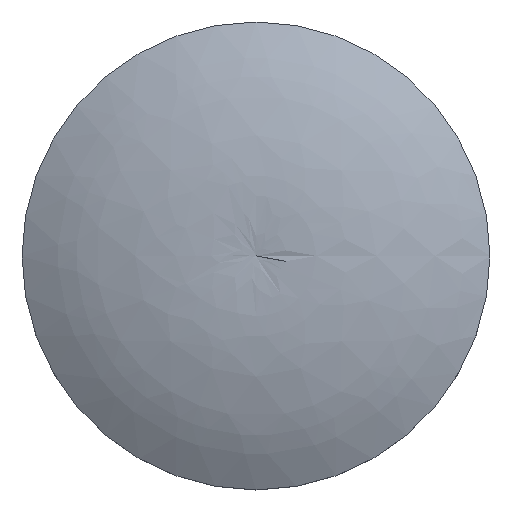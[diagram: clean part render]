
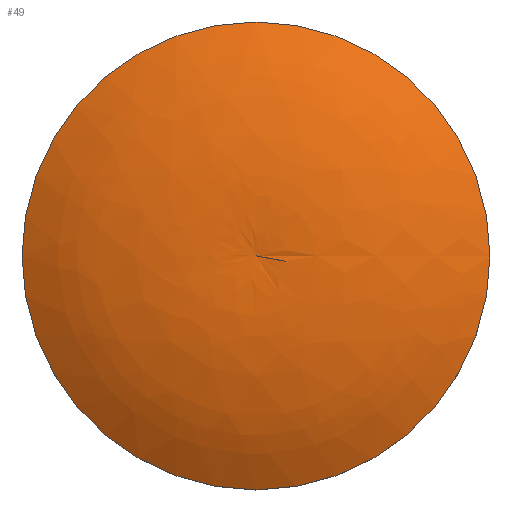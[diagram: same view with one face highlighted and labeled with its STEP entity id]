
A CAD part, top view. The second image highlights one B-rep face of the part: STEP entity #49.
In plain terms, the highlighted free-form (B-spline) face has degree [2, 2] with [3, 9] control points.
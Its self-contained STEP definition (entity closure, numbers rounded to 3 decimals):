
#19=FACE_OUTER_BOUND('',#22,.T.);
#22=EDGE_LOOP('',(#38,#39,#40,#41));
#25=CIRCLE('',#72,6.3);
#26=CIRCLE('',#73,6.3);
#27=CIRCLE('',#74,10.367);
#29=VERTEX_POINT('',#121);
#30=VERTEX_POINT('',#122);
#31=VERTEX_POINT('',#125);
#33=EDGE_CURVE('',#29,#30,#25,.T.);
#34=EDGE_CURVE('',#30,#29,#26,.T.);
#35=EDGE_CURVE('',#30,#31,#27,.T.);
#38=ORIENTED_EDGE('',*,*,#33,.F.);
#39=ORIENTED_EDGE('',*,*,#34,.F.);
#40=ORIENTED_EDGE('',*,*,#35,.T.);
#41=ORIENTED_EDGE('',*,*,#35,.F.);
#48=(
BOUNDED_SURFACE()
B_SPLINE_SURFACE(2,2,((#94,#95,#96,#97,#98,#99,#100,#101,#102),(#103,#104,
#105,#106,#107,#108,#109,#110,#111),(#112,#113,#114,#115,#116,#117,#118,
#119,#120)),.UNSPECIFIED.,.F.,.T.,.F.)
B_SPLINE_SURFACE_WITH_KNOTS((3,3),(3,2,2,2,3),(-1.683,-1.052),
(-3.142,-1.571,0.,1.571,3.142),
 .UNSPECIFIED.)
GEOMETRIC_REPRESENTATION_ITEM()
RATIONAL_B_SPLINE_SURFACE(((1.,0.707,1.,0.707,1.,
0.707,1.,0.707,1.),(0.951,0.672,
0.951,0.672,0.951,0.672,
0.951,0.672,0.951),(1.,0.707,
1.,0.707,1.,0.707,1.,0.707,1.)))
REPRESENTATION_ITEM('')
SURFACE()
);
#49=ADVANCED_FACE('',(#19),#48,.F.);
#72=AXIS2_PLACEMENT_3D('',#123,#80,#81);
#73=AXIS2_PLACEMENT_3D('',#124,#82,#83);
#74=AXIS2_PLACEMENT_3D('',#126,#84,#85);
#80=DIRECTION('center_axis',(0.,0.,-1.));
#81=DIRECTION('ref_axis',(1.,0.,0.));
#82=DIRECTION('center_axis',(0.,0.,-1.));
#83=DIRECTION('ref_axis',(1.,0.,0.));
#84=DIRECTION('center_axis',(0.,-1.,0.));
#85=DIRECTION('ref_axis',(1.,0.,0.));
#94=CARTESIAN_POINT('Ctrl Pts',(0.,0.,2.5));
#95=CARTESIAN_POINT('Ctrl Pts',(0.,0.,
2.5));
#96=CARTESIAN_POINT('Ctrl Pts',(0.,0.,2.5));
#97=CARTESIAN_POINT('Ctrl Pts',(0.,0.,
2.5));
#98=CARTESIAN_POINT('Ctrl Pts',(0.,0.,2.5));
#99=CARTESIAN_POINT('Ctrl Pts',(0.,0.,
2.5));
#100=CARTESIAN_POINT('Ctrl Pts',(0.,0.,2.5));
#101=CARTESIAN_POINT('Ctrl Pts',(0.,0.,
2.5));
#102=CARTESIAN_POINT('Ctrl Pts',(0.,0.,2.5));
#103=CARTESIAN_POINT('Ctrl Pts',(3.362,0.,2.878));
#104=CARTESIAN_POINT('Ctrl Pts',(3.362,-3.362,2.878));
#105=CARTESIAN_POINT('Ctrl Pts',(0.,-3.362,2.878));
#106=CARTESIAN_POINT('Ctrl Pts',(-3.362,-3.362,2.878));
#107=CARTESIAN_POINT('Ctrl Pts',(-3.362,0.,2.878));
#108=CARTESIAN_POINT('Ctrl Pts',(-3.362,3.362,2.878));
#109=CARTESIAN_POINT('Ctrl Pts',(0.,3.362,2.878));
#110=CARTESIAN_POINT('Ctrl Pts',(3.362,3.362,2.878));
#111=CARTESIAN_POINT('Ctrl Pts',(3.362,0.,2.878));
#112=CARTESIAN_POINT('Ctrl Pts',(6.3,0.,1.2));
#113=CARTESIAN_POINT('Ctrl Pts',(6.3,-6.3,1.2));
#114=CARTESIAN_POINT('Ctrl Pts',(0.,-6.3,1.2));
#115=CARTESIAN_POINT('Ctrl Pts',(-6.3,-6.3,1.2));
#116=CARTESIAN_POINT('Ctrl Pts',(-6.3,0.,1.2));
#117=CARTESIAN_POINT('Ctrl Pts',(-6.3,6.3,1.2));
#118=CARTESIAN_POINT('Ctrl Pts',(0.,6.3,1.2));
#119=CARTESIAN_POINT('Ctrl Pts',(6.3,6.3,1.2));
#120=CARTESIAN_POINT('Ctrl Pts',(6.3,0.,1.2));
#121=CARTESIAN_POINT('',(0.,-6.3,1.2));
#122=CARTESIAN_POINT('',(6.3,0.,1.2));
#123=CARTESIAN_POINT('Origin',(0.,0.,1.2));
#124=CARTESIAN_POINT('Origin',(0.,0.,1.2));
#125=CARTESIAN_POINT('',(0.,0.,2.5));
#126=CARTESIAN_POINT('Origin',(1.158,0.,-7.802));
